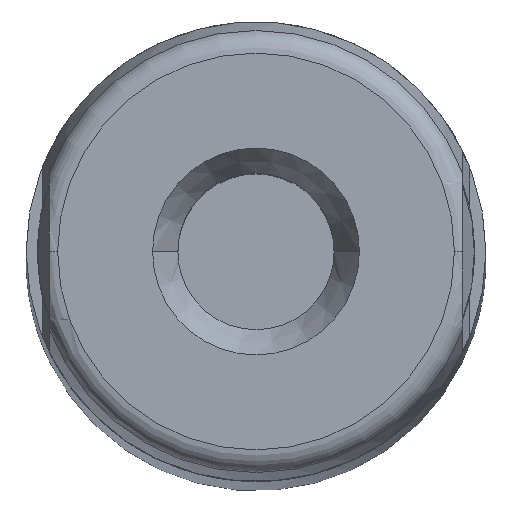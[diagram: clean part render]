
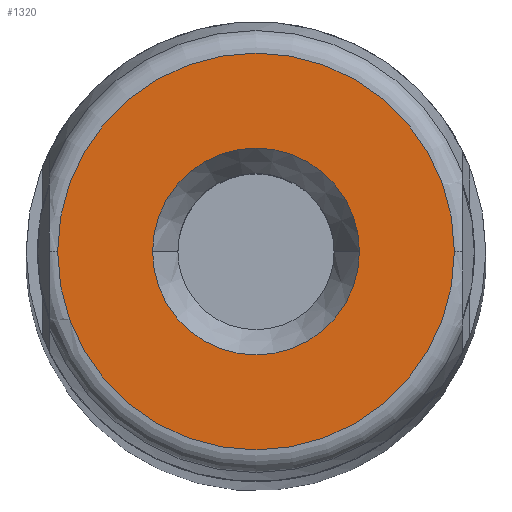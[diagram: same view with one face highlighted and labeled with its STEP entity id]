
A CAD part, top view. The second image highlights one B-rep face of the part: STEP entity #1320.
In plain terms, the highlighted planar face has unit normal (0, 0, 1).
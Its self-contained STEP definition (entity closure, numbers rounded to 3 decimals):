
#10 = EDGE_CURVE ( 'NONE', #248, #257, #294, .T. ) ;
#11 = ORIENTED_EDGE ( 'NONE', *, *, #10, .T. ) ;
#12 = EDGE_LOOP ( 'NONE', ( #13, #11 ) ) ;
#13 = ORIENTED_EDGE ( 'NONE', *, *, #250, .T. ) ;
#16 = VERTEX_POINT ( 'NONE', #347 ) ;
#82 = EDGE_CURVE ( 'NONE', #16, #83, #515, .T. ) ;
#83 = VERTEX_POINT ( 'NONE', #510 ) ;
#149 = EDGE_LOOP ( 'NONE', ( #1321, #1324 ) ) ;
#248 = VERTEX_POINT ( 'NONE', #826 ) ;
#250 = EDGE_CURVE ( 'NONE', #257, #248, #825, .T. ) ;
#257 = VERTEX_POINT ( 'NONE', #872 ) ;
#292 = CARTESIAN_POINT ( 'NONE',  ( 0., 0., 0. ) ) ;
#293 = AXIS2_PLACEMENT_3D ( 'NONE', #292, #349, #348 ) ;
#294 = CIRCLE ( 'NONE', #293, 8.632 ) ;
#347 = CARTESIAN_POINT ( 'NONE',  ( -4.5, 0., 0. ) ) ;
#348 = DIRECTION ( 'NONE',  ( 1., 0., 0. ) ) ;
#349 = DIRECTION ( 'NONE',  ( 0., 0., 1. ) ) ;
#510 = CARTESIAN_POINT ( 'NONE',  ( 4.5, 0., 0. ) ) ;
#511 = DIRECTION ( 'NONE',  ( 1., 0., 0. ) ) ;
#512 = DIRECTION ( 'NONE',  ( 0., 0., 1. ) ) ;
#513 = CARTESIAN_POINT ( 'NONE',  ( 0., 0., 0. ) ) ;
#514 = AXIS2_PLACEMENT_3D ( 'NONE', #513, #512, #511 ) ;
#515 = CIRCLE ( 'NONE', #514, 4.5 ) ;
#821 = DIRECTION ( 'NONE',  ( 1., 0., 0. ) ) ;
#822 = DIRECTION ( 'NONE',  ( 0., 0., 1. ) ) ;
#823 = CARTESIAN_POINT ( 'NONE',  ( 0., 0., 0. ) ) ;
#824 = AXIS2_PLACEMENT_3D ( 'NONE', #823, #822, #821 ) ;
#825 = CIRCLE ( 'NONE', #824, 8.632 ) ;
#826 = CARTESIAN_POINT ( 'NONE',  ( -8.632, 0., 0. ) ) ;
#872 = CARTESIAN_POINT ( 'NONE',  ( 8.632, 0., 0. ) ) ;
#910 = PLANE ( 'NONE',  #969 ) ;
#911 = FACE_OUTER_BOUND ( 'NONE', #12, .T. ) ;
#917 = FACE_BOUND ( 'NONE', #149, .T. ) ;
#961 = DIRECTION ( 'NONE',  ( 1., 0., 0. ) ) ;
#962 = DIRECTION ( 'NONE',  ( 0., 0., 1. ) ) ;
#963 = CARTESIAN_POINT ( 'NONE',  ( 0., 0., 0. ) ) ;
#964 = AXIS2_PLACEMENT_3D ( 'NONE', #963, #962, #961 ) ;
#965 = CIRCLE ( 'NONE', #964, 4.5 ) ;
#966 = DIRECTION ( 'NONE',  ( -1., 0., 0. ) ) ;
#967 = DIRECTION ( 'NONE',  ( 0., 0., -1. ) ) ;
#968 = CARTESIAN_POINT ( 'NONE',  ( 0., 0., 0. ) ) ;
#969 = AXIS2_PLACEMENT_3D ( 'NONE', #968, #967, #966 ) ;
#1320 = ADVANCED_FACE ( 'NONE', ( #917, #911 ), #910, .F. ) ;
#1321 = ORIENTED_EDGE ( 'NONE', *, *, #1322, .F. ) ;
#1322 = EDGE_CURVE ( 'NONE', #83, #16, #965, .T. ) ;
#1324 = ORIENTED_EDGE ( 'NONE', *, *, #82, .F. ) ;
